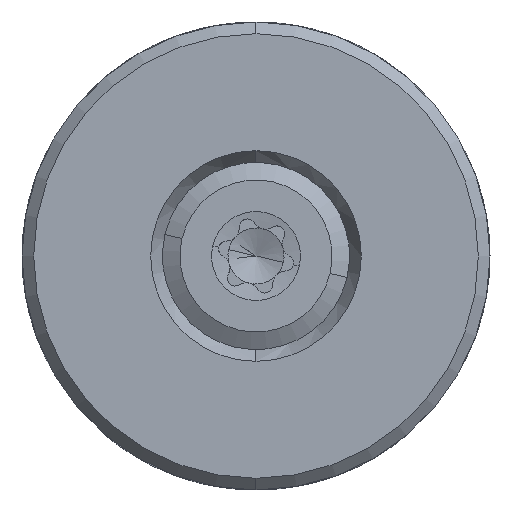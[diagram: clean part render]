
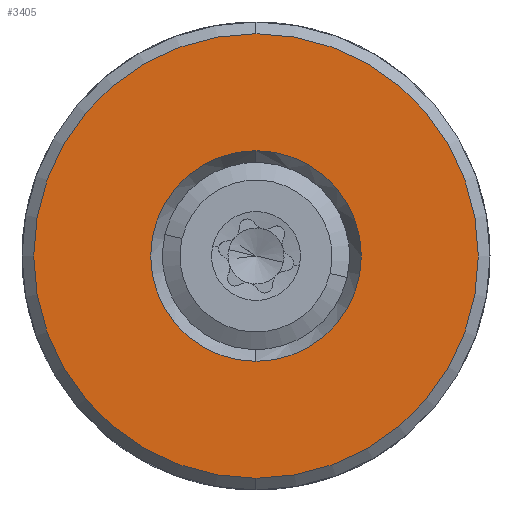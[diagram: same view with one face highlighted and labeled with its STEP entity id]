
A CAD part, left-side view. The second image highlights one B-rep face of the part: STEP entity #3405.
In plain terms, the highlighted planar face has unit normal (-1, 0, 0).
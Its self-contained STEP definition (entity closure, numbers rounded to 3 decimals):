
#91 = CARTESIAN_POINT ( 'NONE',  ( -80., 0., 0. ) ) ;
#118 = CARTESIAN_POINT ( 'NONE',  ( -80., 0., 0. ) ) ;
#170 = EDGE_CURVE ( 'NONE', #2927, #7293, #6144, .T. ) ;
#172 = DIRECTION ( 'NONE',  ( 0., 0., -1. ) ) ;
#324 = CARTESIAN_POINT ( 'NONE',  ( -80., 0., -4.5 ) ) ;
#492 = DIRECTION ( 'NONE',  ( 1., 0., 0. ) ) ;
#526 = FACE_OUTER_BOUND ( 'NONE', #1320, .T. ) ;
#989 = CIRCLE ( 'NONE', #2189, 4.5 ) ;
#1320 = EDGE_LOOP ( 'NONE', ( #3805, #6472 ) ) ;
#1542 = EDGE_LOOP ( 'NONE', ( #3380, #3386 ) ) ;
#2189 = AXIS2_PLACEMENT_3D ( 'NONE', #91, #5896, #172 ) ;
#2386 = DIRECTION ( 'NONE',  ( 1., 0., 0. ) ) ;
#2572 = AXIS2_PLACEMENT_3D ( 'NONE', #4452, #5750, #2579 ) ;
#2579 = DIRECTION ( 'NONE',  ( 0., 0., 1. ) ) ;
#2927 = VERTEX_POINT ( 'NONE', #6729 ) ;
#3210 = DIRECTION ( 'NONE',  ( 0., 0., -1. ) ) ;
#3380 = ORIENTED_EDGE ( 'NONE', *, *, #3787, .T. ) ;
#3386 = ORIENTED_EDGE ( 'NONE', *, *, #5599, .T. ) ;
#3405 = ADVANCED_FACE ( 'NONE', ( #4967, #526 ), #6375, .T. ) ;
#3753 = DIRECTION ( 'NONE',  ( 0., 0., -1. ) ) ;
#3779 = CIRCLE ( 'NONE', #7523, 9.5 ) ;
#3787 = EDGE_CURVE ( 'NONE', #4777, #5501, #989, .T. ) ;
#3805 = ORIENTED_EDGE ( 'NONE', *, *, #170, .F. ) ;
#3991 = EDGE_CURVE ( 'NONE', #7293, #2927, #3779, .T. ) ;
#4383 = CARTESIAN_POINT ( 'NONE',  ( -80., 0., 0. ) ) ;
#4452 = CARTESIAN_POINT ( 'NONE',  ( -80., 4.5, 0. ) ) ;
#4777 = VERTEX_POINT ( 'NONE', #8093 ) ;
#4967 = FACE_BOUND ( 'NONE', #1542, .T. ) ;
#5145 = DIRECTION ( 'NONE',  ( 1., 0., 0. ) ) ;
#5501 = VERTEX_POINT ( 'NONE', #324 ) ;
#5599 = EDGE_CURVE ( 'NONE', #5501, #4777, #7778, .T. ) ;
#5705 = CARTESIAN_POINT ( 'NONE',  ( -80., 0., 9.5 ) ) ;
#5750 = DIRECTION ( 'NONE',  ( -1., 0., 0. ) ) ;
#5896 = DIRECTION ( 'NONE',  ( 1., 0., 0. ) ) ;
#6144 = CIRCLE ( 'NONE', #7214, 9.5 ) ;
#6297 = CARTESIAN_POINT ( 'NONE',  ( -80., 0., 0. ) ) ;
#6375 = PLANE ( 'NONE',  #2572 ) ;
#6472 = ORIENTED_EDGE ( 'NONE', *, *, #3991, .F. ) ;
#6729 = CARTESIAN_POINT ( 'NONE',  ( -80., 0., -9.5 ) ) ;
#6798 = DIRECTION ( 'NONE',  ( 0., 0., -1. ) ) ;
#7214 = AXIS2_PLACEMENT_3D ( 'NONE', #4383, #2386, #3753 ) ;
#7293 = VERTEX_POINT ( 'NONE', #5705 ) ;
#7523 = AXIS2_PLACEMENT_3D ( 'NONE', #118, #5145, #3210 ) ;
#7650 = AXIS2_PLACEMENT_3D ( 'NONE', #6297, #492, #6798 ) ;
#7778 = CIRCLE ( 'NONE', #7650, 4.5 ) ;
#8093 = CARTESIAN_POINT ( 'NONE',  ( -80., 0., 4.5 ) ) ;
